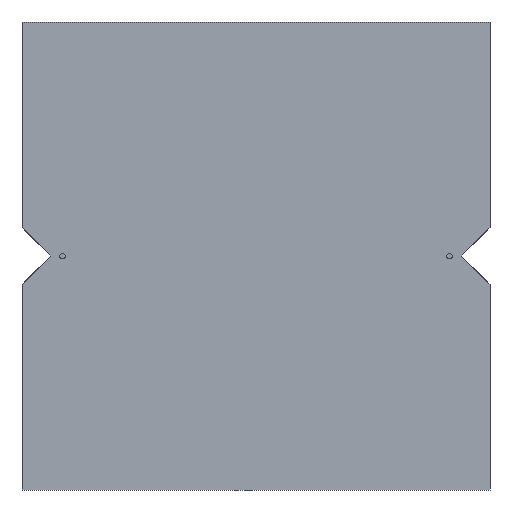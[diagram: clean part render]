
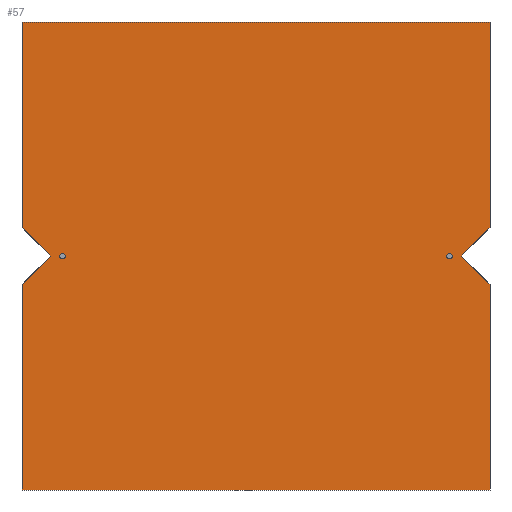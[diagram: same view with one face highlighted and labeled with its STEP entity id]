
A CAD part, front view. The second image highlights one B-rep face of the part: STEP entity #57.
In plain terms, the highlighted planar face has unit normal (0, -1, 0).
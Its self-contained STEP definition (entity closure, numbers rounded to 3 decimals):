
#21 = EDGE_CURVE('',#22,#24,#26,.T.);
#22 = VERTEX_POINT('',#23);
#23 = CARTESIAN_POINT('',(-77.,-2.,-77.));
#24 = VERTEX_POINT('',#25);
#25 = CARTESIAN_POINT('',(-77.,-2.,-9.284));
#26 = LINE('',#27,#28);
#27 = CARTESIAN_POINT('',(-77.,-2.,-77.));
#28 = VECTOR('',#29,1.);
#29 = DIRECTION('',(0.,0.,1.));
#57 = ADVANCED_FACE('',(#58,#131,#142),#153,.F.);
#58 = FACE_BOUND('',#59,.F.);
#59 = EDGE_LOOP('',(#60,#70,#76,#77,#85,#93,#101,#109,#117,#125));
#60 = ORIENTED_EDGE('',*,*,#61,.F.);
#61 = EDGE_CURVE('',#62,#64,#66,.T.);
#62 = VERTEX_POINT('',#63);
#63 = CARTESIAN_POINT('',(77.,-2.,-77.));
#64 = VERTEX_POINT('',#65);
#65 = CARTESIAN_POINT('',(77.,-2.,-9.284));
#66 = LINE('',#67,#68);
#67 = CARTESIAN_POINT('',(77.,-2.,-77.));
#68 = VECTOR('',#69,1.);
#69 = DIRECTION('',(0.,0.,1.));
#70 = ORIENTED_EDGE('',*,*,#71,.F.);
#71 = EDGE_CURVE('',#22,#62,#72,.T.);
#72 = LINE('',#73,#74);
#73 = CARTESIAN_POINT('',(-77.,-2.,-77.));
#74 = VECTOR('',#75,1.);
#75 = DIRECTION('',(1.,0.,0.));
#76 = ORIENTED_EDGE('',*,*,#21,.T.);
#77 = ORIENTED_EDGE('',*,*,#78,.F.);
#78 = EDGE_CURVE('',#79,#24,#81,.T.);
#79 = VERTEX_POINT('',#80);
#80 = CARTESIAN_POINT('',(-67.716,-2.,0.));
#81 = LINE('',#82,#83);
#82 = CARTESIAN_POINT('',(-96.358,-2.,-28.642));
#83 = VECTOR('',#84,1.);
#84 = DIRECTION('',(-0.707,0.,-0.707));
#85 = ORIENTED_EDGE('',*,*,#86,.F.);
#86 = EDGE_CURVE('',#87,#79,#89,.T.);
#87 = VERTEX_POINT('',#88);
#88 = CARTESIAN_POINT('',(-77.,-2.,9.284));
#89 = LINE('',#90,#91);
#90 = CARTESIAN_POINT('',(-57.858,-2.,-9.858));
#91 = VECTOR('',#92,1.);
#92 = DIRECTION('',(0.707,0.,-0.707));
#93 = ORIENTED_EDGE('',*,*,#94,.T.);
#94 = EDGE_CURVE('',#87,#95,#97,.T.);
#95 = VERTEX_POINT('',#96);
#96 = CARTESIAN_POINT('',(-77.,-2.,77.));
#97 = LINE('',#98,#99);
#98 = CARTESIAN_POINT('',(-77.,-2.,-77.));
#99 = VECTOR('',#100,1.);
#100 = DIRECTION('',(0.,0.,1.));
#101 = ORIENTED_EDGE('',*,*,#102,.T.);
#102 = EDGE_CURVE('',#95,#103,#105,.T.);
#103 = VERTEX_POINT('',#104);
#104 = CARTESIAN_POINT('',(77.,-2.,77.));
#105 = LINE('',#106,#107);
#106 = CARTESIAN_POINT('',(-77.,-2.,77.));
#107 = VECTOR('',#108,1.);
#108 = DIRECTION('',(1.,0.,0.));
#109 = ORIENTED_EDGE('',*,*,#110,.F.);
#110 = EDGE_CURVE('',#111,#103,#113,.T.);
#111 = VERTEX_POINT('',#112);
#112 = CARTESIAN_POINT('',(77.,-2.,9.284));
#113 = LINE('',#114,#115);
#114 = CARTESIAN_POINT('',(77.,-2.,-77.));
#115 = VECTOR('',#116,1.);
#116 = DIRECTION('',(0.,0.,1.));
#117 = ORIENTED_EDGE('',*,*,#118,.T.);
#118 = EDGE_CURVE('',#111,#119,#121,.T.);
#119 = VERTEX_POINT('',#120);
#120 = CARTESIAN_POINT('',(67.716,-2.,0.));
#121 = LINE('',#122,#123);
#122 = CARTESIAN_POINT('',(19.358,-2.,-48.358));
#123 = VECTOR('',#124,1.);
#124 = DIRECTION('',(-0.707,0.,-0.707));
#125 = ORIENTED_EDGE('',*,*,#126,.T.);
#126 = EDGE_CURVE('',#119,#64,#127,.T.);
#127 = LINE('',#128,#129);
#128 = CARTESIAN_POINT('',(57.858,-2.,9.858));
#129 = VECTOR('',#130,1.);
#130 = DIRECTION('',(0.707,0.,-0.707));
#131 = FACE_BOUND('',#132,.F.);
#132 = EDGE_LOOP('',(#133));
#133 = ORIENTED_EDGE('',*,*,#134,.F.);
#134 = EDGE_CURVE('',#135,#135,#137,.T.);
#135 = VERTEX_POINT('',#136);
#136 = CARTESIAN_POINT('',(-62.79,-2.,-0.045));
#137 = CIRCLE('',#138,0.9);
#138 = AXIS2_PLACEMENT_3D('',#139,#140,#141);
#139 = CARTESIAN_POINT('',(-63.69,-2.,-0.045));
#140 = DIRECTION('',(0.,1.,0.));
#141 = DIRECTION('',(1.,0.,0.));
#142 = FACE_BOUND('',#143,.F.);
#143 = EDGE_LOOP('',(#144));
#144 = ORIENTED_EDGE('',*,*,#145,.F.);
#145 = EDGE_CURVE('',#146,#146,#148,.T.);
#146 = VERTEX_POINT('',#147);
#147 = CARTESIAN_POINT('',(62.79,-2.,-0.045));
#148 = CIRCLE('',#149,0.9);
#149 = AXIS2_PLACEMENT_3D('',#150,#151,#152);
#150 = CARTESIAN_POINT('',(63.69,-2.,-0.045));
#151 = DIRECTION('',(0.,1.,0.));
#152 = DIRECTION('',(-1.,0.,0.));
#153 = PLANE('',#154);
#154 = AXIS2_PLACEMENT_3D('',#155,#156,#157);
#155 = CARTESIAN_POINT('',(-77.,-2.,-77.));
#156 = DIRECTION('',(0.,1.,0.));
#157 = DIRECTION('',(0.,0.,1.));
